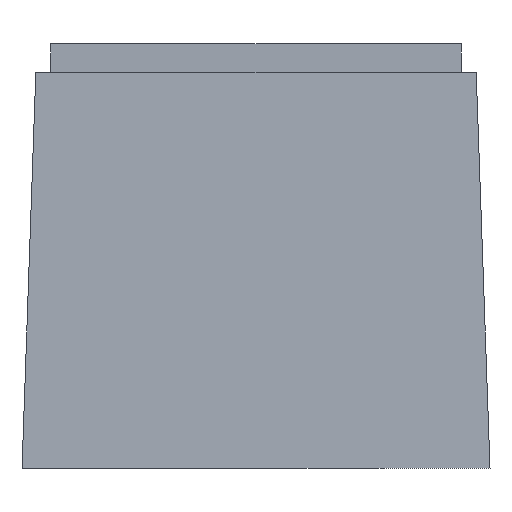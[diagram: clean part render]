
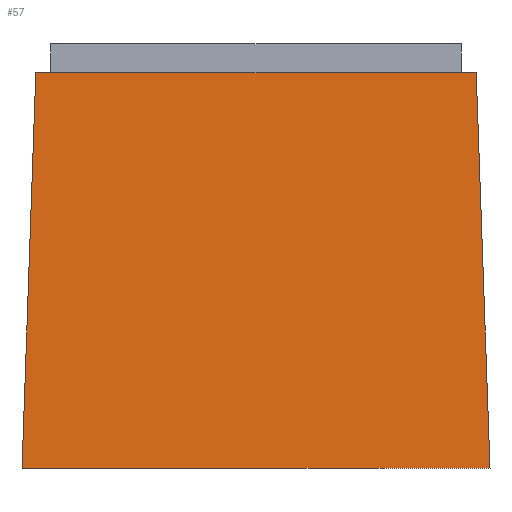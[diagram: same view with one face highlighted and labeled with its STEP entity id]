
A CAD part, left-side view. The second image highlights one B-rep face of the part: STEP entity #57.
In plain terms, the highlighted planar face has unit normal (-0.999, -0.011, 0.035).
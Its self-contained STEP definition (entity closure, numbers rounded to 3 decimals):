
#46=FACE_OUTER_BOUND('',#93,.T.);
#57=ADVANCED_FACE('',(#46),#69,.T.);
#69=PLANE('',#253);
#93=EDGE_LOOP('',(#130,#131,#132,#133));
#130=ORIENTED_EDGE('',*,*,#179,.T.);
#131=ORIENTED_EDGE('',*,*,#194,.F.);
#132=ORIENTED_EDGE('',*,*,#192,.F.);
#133=ORIENTED_EDGE('',*,*,#195,.F.);
#159=VERTEX_POINT('',#329);
#161=VERTEX_POINT('',#333);
#168=VERTEX_POINT('',#357);
#169=VERTEX_POINT('',#359);
#179=EDGE_CURVE('',#159,#161,#203,.T.);
#192=EDGE_CURVE('',#168,#169,#216,.T.);
#194=EDGE_CURVE('',#169,#161,#218,.T.);
#195=EDGE_CURVE('',#159,#168,#219,.T.);
#203=LINE('',#334,#227);
#216=LINE('',#358,#240);
#218=LINE('',#362,#242);
#219=LINE('',#363,#243);
#227=VECTOR('',#274,1.);
#240=VECTOR('',#295,1.);
#242=VECTOR('',#299,1.);
#243=VECTOR('',#300,1.);
#253=AXIS2_PLACEMENT_3D('',#364,#301,#302);
#274=DIRECTION('',(0.011,-1.,0.));
#295=DIRECTION('',(0.011,-1.,0.));
#299=DIRECTION('',(-0.035,-0.035,-0.999));
#300=DIRECTION('',(0.035,-0.035,0.999));
#301=DIRECTION('',(-0.999,-0.011,0.035));
#302=DIRECTION('',(-0.035,0.,-0.999));
#329=CARTESIAN_POINT('',(-9.96,9.757,-0.2));
#333=CARTESIAN_POINT('',(-9.752,-9.757,-0.2));
#334=CARTESIAN_POINT('',(-9.973,10.994,-0.2));
#357=CARTESIAN_POINT('',(-9.378,9.181,16.3));
#358=CARTESIAN_POINT('',(-9.397,10.995,16.3));
#359=CARTESIAN_POINT('',(-9.182,-9.181,16.3));
#362=CARTESIAN_POINT('',(-9.336,-9.336,11.855));
#363=CARTESIAN_POINT('',(-9.836,9.634,3.313));
#364=CARTESIAN_POINT('',(-9.849,10.996,3.361));
